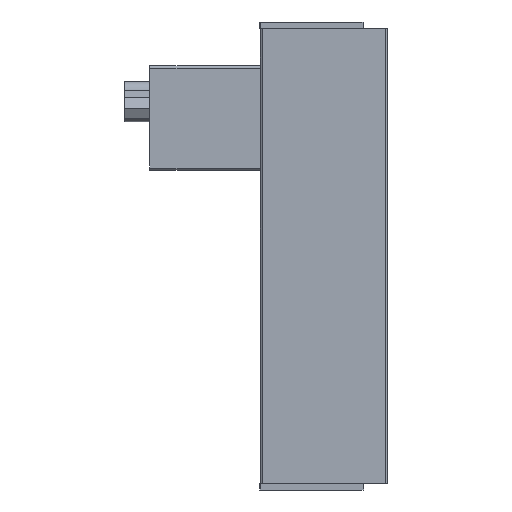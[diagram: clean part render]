
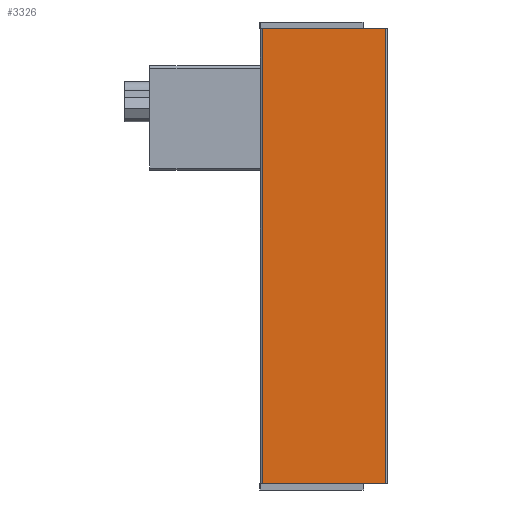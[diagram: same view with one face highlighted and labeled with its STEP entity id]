
A CAD part, left-side view. The second image highlights one B-rep face of the part: STEP entity #3326.
In plain terms, the highlighted planar face has unit normal (-1, 0, 0).
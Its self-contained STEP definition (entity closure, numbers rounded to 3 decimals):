
#175 = CARTESIAN_POINT ( 'NONE',  ( 0., 29.3, -107. ) ) ;
#512 = VECTOR ( 'NONE', #885, 1000. ) ;
#591 = CARTESIAN_POINT ( 'NONE',  ( 0., 29.3, 0. ) ) ;
#824 = VECTOR ( 'NONE', #5543, 1000. ) ;
#885 = DIRECTION ( 'NONE',  ( 0., -1., 0. ) ) ;
#1194 = EDGE_CURVE ( 'NONE', #9953, #3844, #4783, .T. ) ;
#1666 = PLANE ( 'NONE',  #2431 ) ;
#1750 = CARTESIAN_POINT ( 'NONE',  ( 0., 0.5, -107. ) ) ;
#2174 = EDGE_LOOP ( 'NONE', ( #8295, #7856, #9071, #7646 ) ) ;
#2430 = CARTESIAN_POINT ( 'NONE',  ( 0., 29.3, -107. ) ) ;
#2431 = AXIS2_PLACEMENT_3D ( 'NONE', #2430, #4814, #3902 ) ;
#2565 = CARTESIAN_POINT ( 'NONE',  ( 0., 0.5, 0. ) ) ;
#2856 = VECTOR ( 'NONE', #6701, 1000. ) ;
#3225 = LINE ( 'NONE', #1750, #9899 ) ;
#3326 = ADVANCED_FACE ( 'NONE', ( #5617 ), #1666, .T. ) ;
#3844 = VERTEX_POINT ( 'NONE', #7092 ) ;
#3874 = EDGE_CURVE ( 'NONE', #3924, #5247, #3225, .T. ) ;
#3889 = DIRECTION ( 'NONE',  ( 0., 0., -1. ) ) ;
#3902 = DIRECTION ( 'NONE',  ( 0., 0., 1. ) ) ;
#3924 = VERTEX_POINT ( 'NONE', #2565 ) ;
#4344 = EDGE_CURVE ( 'NONE', #9953, #3924, #6544, .T. ) ;
#4783 = LINE ( 'NONE', #9367, #824 ) ;
#4814 = DIRECTION ( 'NONE',  ( -1., 0., 0. ) ) ;
#5247 = VERTEX_POINT ( 'NONE', #9260 ) ;
#5543 = DIRECTION ( 'NONE',  ( 0., 0., -1. ) ) ;
#5617 = FACE_OUTER_BOUND ( 'NONE', #2174, .T. ) ;
#6544 = LINE ( 'NONE', #9655, #2856 ) ;
#6701 = DIRECTION ( 'NONE',  ( 0., -1., 0. ) ) ;
#7092 = CARTESIAN_POINT ( 'NONE',  ( 0., 29.3, -107. ) ) ;
#7128 = EDGE_CURVE ( 'NONE', #3844, #5247, #8563, .T. ) ;
#7646 = ORIENTED_EDGE ( 'NONE', *, *, #1194, .T. ) ;
#7856 = ORIENTED_EDGE ( 'NONE', *, *, #3874, .F. ) ;
#8295 = ORIENTED_EDGE ( 'NONE', *, *, #7128, .T. ) ;
#8563 = LINE ( 'NONE', #175, #512 ) ;
#9071 = ORIENTED_EDGE ( 'NONE', *, *, #4344, .F. ) ;
#9260 = CARTESIAN_POINT ( 'NONE',  ( 0., 0.5, -107. ) ) ;
#9367 = CARTESIAN_POINT ( 'NONE',  ( 0., 29.3, -107. ) ) ;
#9655 = CARTESIAN_POINT ( 'NONE',  ( 0., 29.3, 0. ) ) ;
#9899 = VECTOR ( 'NONE', #3889, 1000. ) ;
#9953 = VERTEX_POINT ( 'NONE', #591 ) ;
